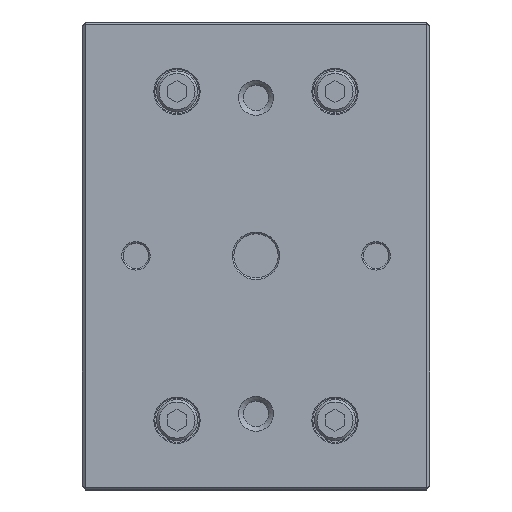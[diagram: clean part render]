
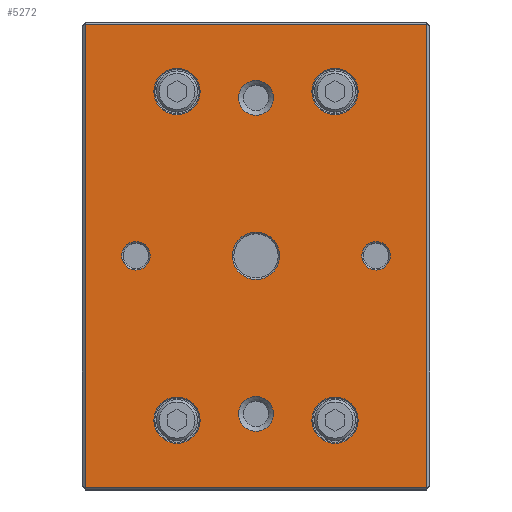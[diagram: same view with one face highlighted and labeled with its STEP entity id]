
A CAD part, top view. The second image highlights one B-rep face of the part: STEP entity #5272.
In plain terms, the highlighted planar face has unit normal (0, 0, 1).
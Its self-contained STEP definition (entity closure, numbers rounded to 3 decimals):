
#4798=FACE_BOUND('',#7674,.T.);
#4799=FACE_BOUND('',#7675,.T.);
#4800=FACE_BOUND('',#7676,.T.);
#4801=FACE_BOUND('',#7677,.T.);
#4802=FACE_BOUND('',#7678,.T.);
#4803=FACE_BOUND('',#7679,.T.);
#4804=FACE_BOUND('',#7680,.T.);
#4805=FACE_BOUND('',#7681,.T.);
#4806=FACE_BOUND('',#7682,.T.);
#4807=FACE_BOUND('',#7683,.T.);
#5044=CIRCLE('',#20047,7.5);
#5045=CIRCLE('',#20048,4.5);
#5046=CIRCLE('',#20049,4.5);
#5047=CIRCLE('',#20050,5.5);
#5048=CIRCLE('',#20051,5.5);
#5049=CIRCLE('',#20052,7.325);
#5050=CIRCLE('',#20053,7.325);
#5051=CIRCLE('',#20054,7.325);
#5052=CIRCLE('',#20055,7.325);
#5272=ADVANCED_FACE('',(#4798,#4799,#4800,#4801,#4802,#4803,#4804,#4805,
#4806,#4807),#6133,.F.);
#6133=PLANE('',#20056);
#7674=EDGE_LOOP('',(#9598));
#7675=EDGE_LOOP('',(#9599));
#7676=EDGE_LOOP('',(#9600));
#7677=EDGE_LOOP('',(#9601));
#7678=EDGE_LOOP('',(#9602));
#7679=EDGE_LOOP('',(#9603));
#7680=EDGE_LOOP('',(#9604));
#7681=EDGE_LOOP('',(#9605));
#7682=EDGE_LOOP('',(#9606));
#7683=EDGE_LOOP('',(#9607,#9608,#9609,#9610));
#9598=ORIENTED_EDGE('',*,*,#15090,.T.);
#9599=ORIENTED_EDGE('',*,*,#15091,.F.);
#9600=ORIENTED_EDGE('',*,*,#15092,.T.);
#9601=ORIENTED_EDGE('',*,*,#15093,.T.);
#9602=ORIENTED_EDGE('',*,*,#15094,.T.);
#9603=ORIENTED_EDGE('',*,*,#15095,.T.);
#9604=ORIENTED_EDGE('',*,*,#15096,.T.);
#9605=ORIENTED_EDGE('',*,*,#15097,.T.);
#9606=ORIENTED_EDGE('',*,*,#15098,.T.);
#9607=ORIENTED_EDGE('',*,*,#15099,.T.);
#9608=ORIENTED_EDGE('',*,*,#15100,.T.);
#9609=ORIENTED_EDGE('',*,*,#15101,.T.);
#9610=ORIENTED_EDGE('',*,*,#15102,.T.);
#13520=VERTEX_POINT('',#26149);
#13521=VERTEX_POINT('',#26151);
#13522=VERTEX_POINT('',#26153);
#13523=VERTEX_POINT('',#26155);
#13524=VERTEX_POINT('',#26157);
#13525=VERTEX_POINT('',#26159);
#13526=VERTEX_POINT('',#26161);
#13527=VERTEX_POINT('',#26163);
#13528=VERTEX_POINT('',#26165);
#13529=VERTEX_POINT('',#26167);
#13530=VERTEX_POINT('',#26168);
#13531=VERTEX_POINT('',#26170);
#13532=VERTEX_POINT('',#26172);
#15090=EDGE_CURVE('',#13520,#13520,#5044,.T.);
#15091=EDGE_CURVE('',#13521,#13521,#5045,.T.);
#15092=EDGE_CURVE('',#13522,#13522,#5046,.T.);
#15093=EDGE_CURVE('',#13523,#13523,#5047,.T.);
#15094=EDGE_CURVE('',#13524,#13524,#5048,.T.);
#15095=EDGE_CURVE('',#13525,#13525,#5049,.T.);
#15096=EDGE_CURVE('',#13526,#13526,#5050,.T.);
#15097=EDGE_CURVE('',#13527,#13527,#5051,.T.);
#15098=EDGE_CURVE('',#13528,#13528,#5052,.T.);
#15099=EDGE_CURVE('',#13529,#13530,#17044,.T.);
#15100=EDGE_CURVE('',#13530,#13531,#17045,.T.);
#15101=EDGE_CURVE('',#13531,#13532,#17046,.T.);
#15102=EDGE_CURVE('',#13532,#13529,#17047,.T.);
#17044=LINE('',#26166,#18717);
#17045=LINE('',#26169,#18718);
#17046=LINE('',#26171,#18719);
#17047=LINE('',#26173,#18720);
#18717=VECTOR('',#21701,1.);
#18718=VECTOR('',#21702,1.);
#18719=VECTOR('',#21703,1.);
#18720=VECTOR('',#21704,1.);
#20047=AXIS2_PLACEMENT_3D('',#26148,#21683,#21684);
#20048=AXIS2_PLACEMENT_3D('',#26150,#21685,#21686);
#20049=AXIS2_PLACEMENT_3D('',#26152,#21687,#21688);
#20050=AXIS2_PLACEMENT_3D('',#26154,#21689,#21690);
#20051=AXIS2_PLACEMENT_3D('',#26156,#21691,#21692);
#20052=AXIS2_PLACEMENT_3D('',#26158,#21693,#21694);
#20053=AXIS2_PLACEMENT_3D('',#26160,#21695,#21696);
#20054=AXIS2_PLACEMENT_3D('',#26162,#21697,#21698);
#20055=AXIS2_PLACEMENT_3D('',#26164,#21699,#21700);
#20056=AXIS2_PLACEMENT_3D('',#26174,#21705,#21706);
#21683=DIRECTION('',(0.,0.,-1.));
#21684=DIRECTION('',(-1.,0.,0.));
#21685=DIRECTION('',(0.,0.,1.));
#21686=DIRECTION('',(1.,0.,0.));
#21687=DIRECTION('',(0.,0.,-1.));
#21688=DIRECTION('',(-1.,0.,0.));
#21689=DIRECTION('',(0.,0.,-1.));
#21690=DIRECTION('',(-1.,0.,0.));
#21691=DIRECTION('',(0.,0.,-1.));
#21692=DIRECTION('',(-1.,0.,0.));
#21693=DIRECTION('',(0.,0.,-1.));
#21694=DIRECTION('',(-1.,0.,0.));
#21695=DIRECTION('',(0.,0.,-1.));
#21696=DIRECTION('',(-1.,0.,0.));
#21697=DIRECTION('',(0.,0.,-1.));
#21698=DIRECTION('',(-1.,0.,0.));
#21699=DIRECTION('',(0.,0.,-1.));
#21700=DIRECTION('',(-1.,0.,0.));
#21701=DIRECTION('',(1.,0.,0.));
#21702=DIRECTION('',(0.,1.,0.));
#21703=DIRECTION('',(-1.,0.,0.));
#21704=DIRECTION('',(0.,-1.,0.));
#21705=DIRECTION('',(0.,0.,-1.));
#21706=DIRECTION('',(1.,0.,0.));
#26148=CARTESIAN_POINT('',(135.,74.,60.));
#26149=CARTESIAN_POINT('',(127.5,74.,60.));
#26150=CARTESIAN_POINT('',(173.,74.,60.));
#26151=CARTESIAN_POINT('',(177.5,74.,60.));
#26152=CARTESIAN_POINT('',(97.,74.,60.));
#26153=CARTESIAN_POINT('',(92.5,74.,60.));
#26154=CARTESIAN_POINT('',(135.,24.,60.));
#26155=CARTESIAN_POINT('',(129.5,24.,60.));
#26156=CARTESIAN_POINT('',(135.,124.,60.));
#26157=CARTESIAN_POINT('',(129.5,124.,60.));
#26158=CARTESIAN_POINT('',(160.,22.,60.));
#26159=CARTESIAN_POINT('',(152.675,22.,60.));
#26160=CARTESIAN_POINT('',(160.,126.,60.));
#26161=CARTESIAN_POINT('',(152.675,126.,60.));
#26162=CARTESIAN_POINT('',(110.,22.,60.));
#26163=CARTESIAN_POINT('',(102.675,22.,60.));
#26164=CARTESIAN_POINT('',(110.,126.,60.));
#26165=CARTESIAN_POINT('',(102.675,126.,60.));
#26166=CARTESIAN_POINT('',(190.,0.7,60.));
#26167=CARTESIAN_POINT('',(81.,0.7,60.));
#26168=CARTESIAN_POINT('',(189.,0.7,60.));
#26169=CARTESIAN_POINT('',(189.,148.,60.));
#26170=CARTESIAN_POINT('',(189.,147.3,60.));
#26171=CARTESIAN_POINT('',(190.,147.3,60.));
#26172=CARTESIAN_POINT('',(81.,147.3,60.));
#26173=CARTESIAN_POINT('',(81.,0.7,60.));
#26174=CARTESIAN_POINT('',(190.,148.,60.));
